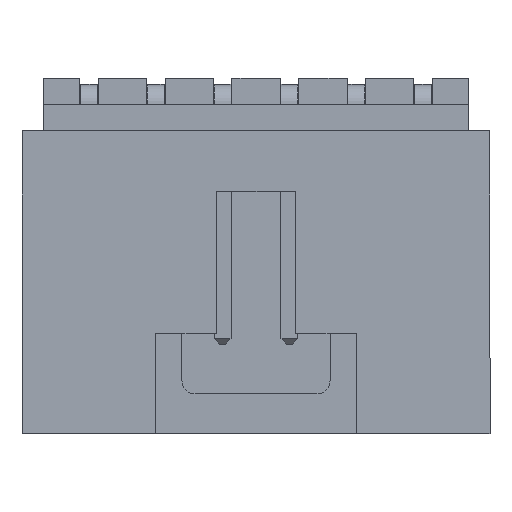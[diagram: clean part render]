
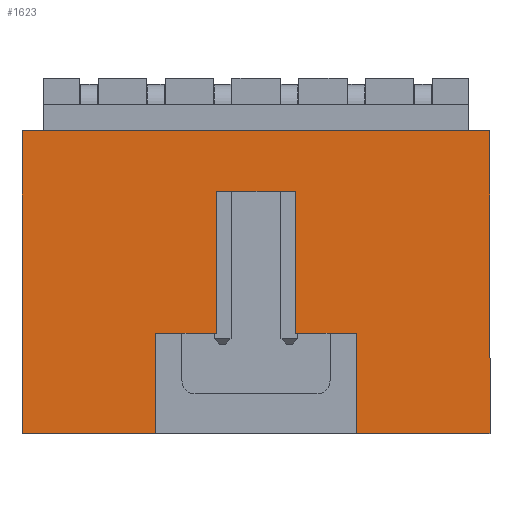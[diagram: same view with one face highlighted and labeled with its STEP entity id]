
A CAD part, top view. The second image highlights one B-rep face of the part: STEP entity #1623.
In plain terms, the highlighted planar face has unit normal (0, 0, 1).
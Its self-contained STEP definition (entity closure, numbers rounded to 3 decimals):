
#43 = CARTESIAN_POINT ( 'NONE',  ( -1.5, -9.15, 5.3 ) ) ;
#78 = VERTEX_POINT ( 'NONE', #4966 ) ;
#230 = VERTEX_POINT ( 'NONE', #4485 ) ;
#411 = VECTOR ( 'NONE', #3838, 1000. ) ;
#431 = CARTESIAN_POINT ( 'NONE',  ( -8.895, -12.95, 5.3 ) ) ;
#535 = LINE ( 'NONE', #1312, #7627 ) ;
#576 = CARTESIAN_POINT ( 'NONE',  ( 1.5, -9.15, 5.3 ) ) ;
#578 = VECTOR ( 'NONE', #6518, 1000. ) ;
#580 = DIRECTION ( 'NONE',  ( 1., 0., 0. ) ) ;
#674 = CARTESIAN_POINT ( 'NONE',  ( -3.815, -9.15, 5.3 ) ) ;
#713 = PLANE ( 'NONE',  #2207 ) ;
#731 = CARTESIAN_POINT ( 'NONE',  ( 8.895, -12.95, 5.3 ) ) ;
#862 = LINE ( 'NONE', #7390, #4113 ) ;
#1019 = DIRECTION ( 'NONE',  ( -1., 0., 0. ) ) ;
#1034 = DIRECTION ( 'NONE',  ( 0., -1., 0. ) ) ;
#1048 = CARTESIAN_POINT ( 'NONE',  ( 8.895, -12.95, 5.3 ) ) ;
#1125 = CARTESIAN_POINT ( 'NONE',  ( 1.5, -3.75, 5.3 ) ) ;
#1129 = CARTESIAN_POINT ( 'NONE',  ( -3.815, -12.95, 5.3 ) ) ;
#1197 = EDGE_CURVE ( 'NONE', #78, #8345, #862, .T. ) ;
#1312 = CARTESIAN_POINT ( 'NONE',  ( 3.815, -9.15, 5.3 ) ) ;
#1357 = CARTESIAN_POINT ( 'NONE',  ( -1.5, -3.75, 5.3 ) ) ;
#1623 = ADVANCED_FACE ( 'NONE', ( #8254 ), #713, .F. ) ;
#1663 = VECTOR ( 'NONE', #1034, 1000. ) ;
#1799 = DIRECTION ( 'NONE',  ( 1., 0., 0. ) ) ;
#1817 = ORIENTED_EDGE ( 'NONE', *, *, #8357, .T. ) ;
#1850 = DIRECTION ( 'NONE',  ( 0., -1., 0. ) ) ;
#2140 = CARTESIAN_POINT ( 'NONE',  ( 0., 0., 5.3 ) ) ;
#2202 = VERTEX_POINT ( 'NONE', #5238 ) ;
#2207 = AXIS2_PLACEMENT_3D ( 'NONE', #2140, #6930, #5560 ) ;
#2208 = CARTESIAN_POINT ( 'NONE',  ( 8.895, -1.45, 5.3 ) ) ;
#2230 = VERTEX_POINT ( 'NONE', #1357 ) ;
#2241 = EDGE_CURVE ( 'NONE', #5788, #2380, #8239, .T. ) ;
#2264 = LINE ( 'NONE', #2493, #411 ) ;
#2269 = VERTEX_POINT ( 'NONE', #43 ) ;
#2380 = VERTEX_POINT ( 'NONE', #2208 ) ;
#2493 = CARTESIAN_POINT ( 'NONE',  ( 2.815, -9.15, 5.3 ) ) ;
#2570 = CARTESIAN_POINT ( 'NONE',  ( 3.815, -9.15, 5.3 ) ) ;
#2592 = DIRECTION ( 'NONE',  ( 0., -1., 0. ) ) ;
#2596 = LINE ( 'NONE', #674, #8311 ) ;
#2669 = VERTEX_POINT ( 'NONE', #576 ) ;
#2717 = DIRECTION ( 'NONE',  ( 0., 1., 0. ) ) ;
#2860 = ORIENTED_EDGE ( 'NONE', *, *, #8098, .F. ) ;
#2922 = ORIENTED_EDGE ( 'NONE', *, *, #2241, .T. ) ;
#3013 = CARTESIAN_POINT ( 'NONE',  ( -8.895, -1.45, 5.3 ) ) ;
#3031 = ORIENTED_EDGE ( 'NONE', *, *, #8230, .F. ) ;
#3079 = VECTOR ( 'NONE', #8108, 1000. ) ;
#3270 = CARTESIAN_POINT ( 'NONE',  ( 2.815, -9.15, 5.3 ) ) ;
#3387 = LINE ( 'NONE', #5219, #578 ) ;
#3424 = ORIENTED_EDGE ( 'NONE', *, *, #4469, .T. ) ;
#3609 = EDGE_CURVE ( 'NONE', #2380, #3669, #7457, .T. ) ;
#3669 = VERTEX_POINT ( 'NONE', #8274 ) ;
#3822 = EDGE_CURVE ( 'NONE', #230, #2202, #4204, .T. ) ;
#3838 = DIRECTION ( 'NONE',  ( -1., 0., 0. ) ) ;
#3916 = LINE ( 'NONE', #731, #3079 ) ;
#3996 = LINE ( 'NONE', #431, #1663 ) ;
#4113 = VECTOR ( 'NONE', #7446, 1000. ) ;
#4178 = CARTESIAN_POINT ( 'NONE',  ( 3.815, -9.15, 5.3 ) ) ;
#4204 = LINE ( 'NONE', #5093, #5675 ) ;
#4323 = EDGE_CURVE ( 'NONE', #2230, #8453, #4832, .T. ) ;
#4383 = VECTOR ( 'NONE', #1850, 1000. ) ;
#4469 = EDGE_CURVE ( 'NONE', #4658, #6411, #535, .T. ) ;
#4485 = CARTESIAN_POINT ( 'NONE',  ( -3.815, -9.15, 5.3 ) ) ;
#4537 = CARTESIAN_POINT ( 'NONE',  ( 3.815, -12.95, 5.3 ) ) ;
#4658 = VERTEX_POINT ( 'NONE', #3270 ) ;
#4832 = LINE ( 'NONE', #1125, #6380 ) ;
#4966 = CARTESIAN_POINT ( 'NONE',  ( -8.895, -12.95, 5.3 ) ) ;
#5093 = CARTESIAN_POINT ( 'NONE',  ( -2.815, -9.15, 5.3 ) ) ;
#5120 = VECTOR ( 'NONE', #5965, 1000. ) ;
#5181 = ORIENTED_EDGE ( 'NONE', *, *, #3822, .T. ) ;
#5219 = CARTESIAN_POINT ( 'NONE',  ( -1.5, 15.143, 5.3 ) ) ;
#5238 = CARTESIAN_POINT ( 'NONE',  ( -2.815, -9.15, 5.3 ) ) ;
#5268 = CARTESIAN_POINT ( 'NONE',  ( 8.895, -1.45, 5.3 ) ) ;
#5284 = EDGE_CURVE ( 'NONE', #230, #8345, #2596, .T. ) ;
#5560 = DIRECTION ( 'NONE',  ( -1., 0., 0. ) ) ;
#5675 = VECTOR ( 'NONE', #1799, 1000. ) ;
#5738 = VECTOR ( 'NONE', #2592, 1000. ) ;
#5765 = VECTOR ( 'NONE', #2717, 1000. ) ;
#5788 = VERTEX_POINT ( 'NONE', #1048 ) ;
#5965 = DIRECTION ( 'NONE',  ( -1., 0., 0. ) ) ;
#6138 = LINE ( 'NONE', #2570, #4383 ) ;
#6380 = VECTOR ( 'NONE', #580, 1000. ) ;
#6411 = VERTEX_POINT ( 'NONE', #4178 ) ;
#6518 = DIRECTION ( 'NONE',  ( 0., -1., 0. ) ) ;
#6547 = EDGE_CURVE ( 'NONE', #2230, #2269, #3387, .T. ) ;
#6624 = ORIENTED_EDGE ( 'NONE', *, *, #8157, .T. ) ;
#6679 = EDGE_CURVE ( 'NONE', #7542, #5788, #3916, .T. ) ;
#6680 = ORIENTED_EDGE ( 'NONE', *, *, #5284, .F. ) ;
#6690 = ORIENTED_EDGE ( 'NONE', *, *, #1197, .T. ) ;
#6773 = DIRECTION ( 'NONE',  ( 1., 0., 0. ) ) ;
#6930 = DIRECTION ( 'NONE',  ( 0., 0., -1. ) ) ;
#6974 = ORIENTED_EDGE ( 'NONE', *, *, #3609, .T. ) ;
#7040 = VECTOR ( 'NONE', #1019, 1000. ) ;
#7336 = ORIENTED_EDGE ( 'NONE', *, *, #4323, .T. ) ;
#7340 = EDGE_CURVE ( 'NONE', #3669, #78, #3996, .T. ) ;
#7390 = CARTESIAN_POINT ( 'NONE',  ( 8.895, -12.95, 5.3 ) ) ;
#7446 = DIRECTION ( 'NONE',  ( 1., 0., 0. ) ) ;
#7457 = LINE ( 'NONE', #3013, #7040 ) ;
#7542 = VERTEX_POINT ( 'NONE', #4537 ) ;
#7627 = VECTOR ( 'NONE', #6773, 1000. ) ;
#7748 = ORIENTED_EDGE ( 'NONE', *, *, #7340, .T. ) ;
#7826 = LINE ( 'NONE', #8037, #5120 ) ;
#7989 = CARTESIAN_POINT ( 'NONE',  ( 1.5, 15.143, 5.3 ) ) ;
#7997 = ORIENTED_EDGE ( 'NONE', *, *, #6679, .T. ) ;
#8037 = CARTESIAN_POINT ( 'NONE',  ( 2.815, -9.15, 5.3 ) ) ;
#8098 = EDGE_CURVE ( 'NONE', #4658, #2669, #2264, .T. ) ;
#8108 = DIRECTION ( 'NONE',  ( 1., 0., 0. ) ) ;
#8157 = EDGE_CURVE ( 'NONE', #8453, #2669, #8651, .T. ) ;
#8230 = EDGE_CURVE ( 'NONE', #2269, #2202, #7826, .T. ) ;
#8239 = LINE ( 'NONE', #5268, #5765 ) ;
#8248 = ORIENTED_EDGE ( 'NONE', *, *, #6547, .F. ) ;
#8254 = FACE_OUTER_BOUND ( 'NONE', #8475, .T. ) ;
#8274 = CARTESIAN_POINT ( 'NONE',  ( -8.895, -1.45, 5.3 ) ) ;
#8311 = VECTOR ( 'NONE', #8612, 1000. ) ;
#8345 = VERTEX_POINT ( 'NONE', #1129 ) ;
#8357 = EDGE_CURVE ( 'NONE', #6411, #7542, #6138, .T. ) ;
#8453 = VERTEX_POINT ( 'NONE', #8598 ) ;
#8475 = EDGE_LOOP ( 'NONE', ( #5181, #3031, #8248, #7336, #6624, #2860, #3424, #1817, #7997, #2922, #6974, #7748, #6690, #6680 ) ) ;
#8598 = CARTESIAN_POINT ( 'NONE',  ( 1.5, -3.75, 5.3 ) ) ;
#8612 = DIRECTION ( 'NONE',  ( 0., -1., 0. ) ) ;
#8651 = LINE ( 'NONE', #7989, #5738 ) ;
